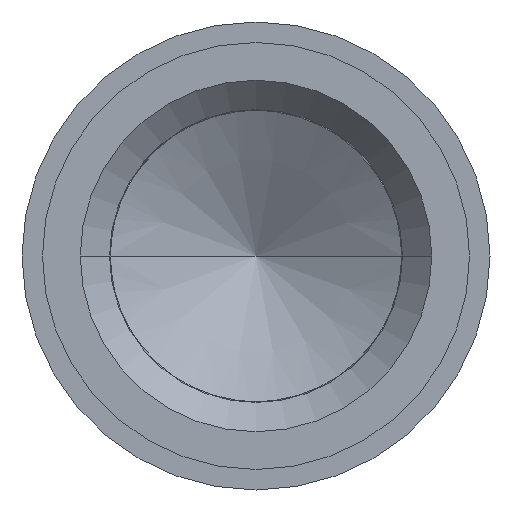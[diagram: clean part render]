
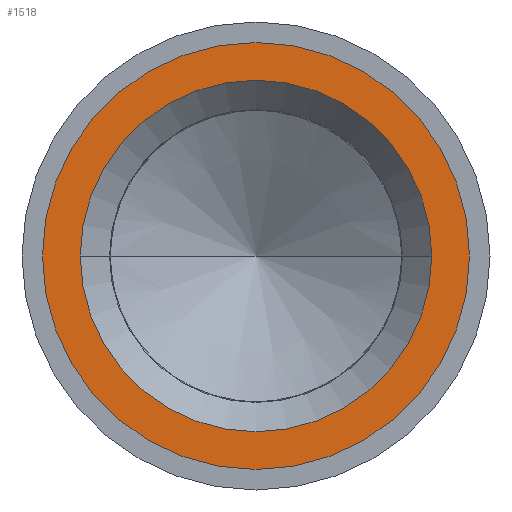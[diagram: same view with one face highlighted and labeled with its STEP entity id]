
A CAD part, front view. The second image highlights one B-rep face of the part: STEP entity #1518.
In plain terms, the highlighted planar face has unit normal (0, -1, 0).
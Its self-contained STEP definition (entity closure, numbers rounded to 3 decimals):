
#57=CARTESIAN_POINT('',(0.,-14.898,0.));
#58=DIRECTION('',(0.,1.,0.));
#59=DIRECTION('',(1.,0.,0.));
#60=AXIS2_PLACEMENT_3D('',#57,#58,#59);
#62=CARTESIAN_POINT('',(0.,-14.898,0.));
#63=DIRECTION('',(0.,-1.,0.));
#64=DIRECTION('',(1.,0.,0.));
#65=AXIS2_PLACEMENT_3D('',#62,#63,#64);
#67=CARTESIAN_POINT('',(0.,-14.898,0.));
#68=DIRECTION('',(0.,1.,0.));
#69=DIRECTION('',(1.,0.,0.));
#70=AXIS2_PLACEMENT_3D('',#67,#68,#69);
#72=CARTESIAN_POINT('',(0.,-14.898,0.));
#73=DIRECTION('',(0.,1.,0.));
#74=DIRECTION('',(-1.,0.,0.));
#75=AXIS2_PLACEMENT_3D('',#72,#73,#74);
#1309=CARTESIAN_POINT('',(3.645,-14.898,0.));
#1311=VERTEX_POINT('',#1309);
#1313=CARTESIAN_POINT('',(-3.645,-14.898,0.));
#1315=VERTEX_POINT('',#1313);
#1329=CARTESIAN_POINT('',(3.,-14.898,0.));
#1330=VERTEX_POINT('',#1329);
#1331=CARTESIAN_POINT('',(-3.,-14.898,0.));
#1332=VERTEX_POINT('',#1331);
#1503=CARTESIAN_POINT('',(0.,-14.898,0.));
#1504=DIRECTION('',(0.,-1.,0.));
#1505=DIRECTION('',(-1.,0.,0.));
#1506=AXIS2_PLACEMENT_3D('',#1503,#1504,#1505);
#1507=PLANE('',#1506);
#1508=ORIENTED_EDGE('',*,*,#1496,.F.);
#1509=ORIENTED_EDGE('',*,*,#1485,.T.);
#1510=EDGE_LOOP('',(#1508,#1509));
#1511=FACE_OUTER_BOUND('',#1510,.F.);
#1513=ORIENTED_EDGE('',*,*,#1512,.F.);
#1515=ORIENTED_EDGE('',*,*,#1514,.F.);
#1516=EDGE_LOOP('',(#1513,#1515));
#1517=FACE_BOUND('',#1516,.F.);
#1518=ADVANCED_FACE('',(#1511,#1517),#1507,.T.);
#61=CIRCLE('',#60,3.645);
#66=CIRCLE('',#65,3.645);
#71=CIRCLE('',#70,3.);
#76=CIRCLE('',#75,3.);
#1485=EDGE_CURVE('',#1311,#1315,#61,.T.);
#1496=EDGE_CURVE('',#1311,#1315,#66,.T.);
#1512=EDGE_CURVE('',#1330,#1332,#71,.T.);
#1514=EDGE_CURVE('',#1332,#1330,#76,.T.);
